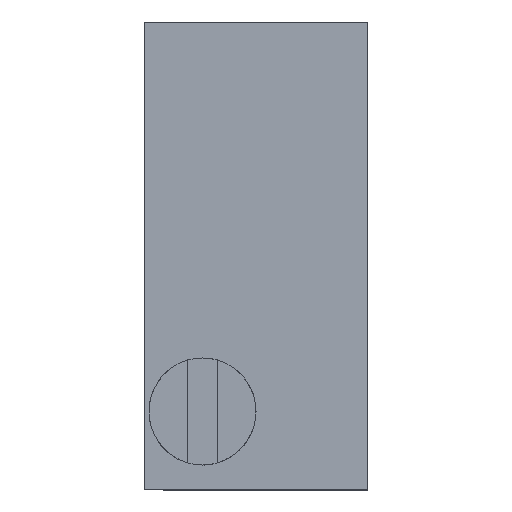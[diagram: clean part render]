
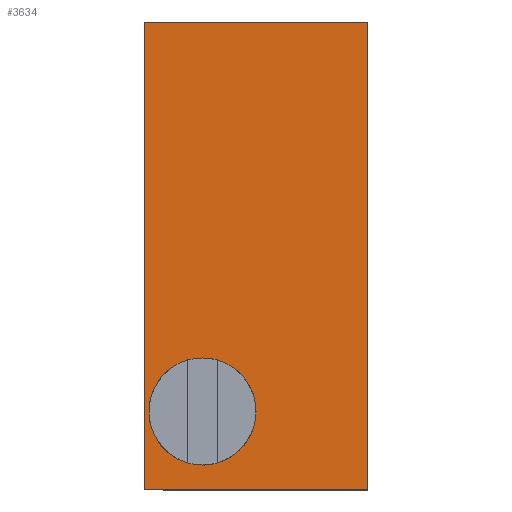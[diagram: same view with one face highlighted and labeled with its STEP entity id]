
A CAD part, top view. The second image highlights one B-rep face of the part: STEP entity #3634.
In plain terms, the highlighted planar face has unit normal (0, 0, 1).
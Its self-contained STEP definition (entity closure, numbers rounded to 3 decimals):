
#44=CIRCLE('',#3797,1.1);
#419=ORIENTED_EDGE('',*,*,#1203,.F.);
#420=ORIENTED_EDGE('',*,*,#1204,.F.);
#421=ORIENTED_EDGE('',*,*,#1199,.F.);
#422=ORIENTED_EDGE('',*,*,#1205,.T.);
#423=ORIENTED_EDGE('',*,*,#1077,.T.);
#1077=EDGE_CURVE('',#1472,#1470,#1736,.T.);
#1199=EDGE_CURVE('',#1590,#1591,#1752,.T.);
#1203=EDGE_CURVE('',#1593,#1593,#44,.T.);
#1204=EDGE_CURVE('',#1591,#1470,#1756,.T.);
#1205=EDGE_CURVE('',#1590,#1472,#1757,.T.);
#1470=VERTEX_POINT('',#4400);
#1472=VERTEX_POINT('',#4403);
#1590=VERTEX_POINT('',#5096);
#1591=VERTEX_POINT('',#5098);
#1593=VERTEX_POINT('',#5105);
#1736=LINE('',#4402,#1889);
#1752=LINE('',#5097,#1905);
#1756=LINE('',#5106,#1909);
#1757=LINE('',#5107,#1910);
#1889=VECTOR('',#3948,1000.);
#1905=VECTOR('',#3974,1000.);
#1909=VECTOR('',#3982,1000.);
#1910=VECTOR('',#3983,1000.);
#2057=EDGE_LOOP('',(#419));
#2058=EDGE_LOOP('',(#420,#421,#422,#423));
#2238=FACE_BOUND('',#2057,.T.);
#2239=FACE_BOUND('',#2058,.T.);
#2405=PLANE('',#3796);
#3634=ADVANCED_FACE('',(#2238,#2239),#2405,.T.);
#3796=AXIS2_PLACEMENT_3D('',#5103,#3978,#3979);
#3797=AXIS2_PLACEMENT_3D('',#5104,#3980,#3981);
#3948=DIRECTION('',(0.,-1.,0.));
#3974=DIRECTION('',(0.,-1.,0.));
#3978=DIRECTION('',(0.,0.,1.));
#3979=DIRECTION('',(1.,0.,0.));
#3980=DIRECTION('',(0.,0.,1.));
#3981=DIRECTION('',(1.,0.,0.));
#3982=DIRECTION('',(-1.,0.,0.));
#3983=DIRECTION('',(-1.,0.,0.));
#4400=CARTESIAN_POINT('',(-2.3,0.,4.85));
#4402=CARTESIAN_POINT('',(-2.3,9.6,4.85));
#4403=CARTESIAN_POINT('',(-2.3,9.6,4.85));
#5096=CARTESIAN_POINT('',(2.3,9.6,4.85));
#5097=CARTESIAN_POINT('',(2.3,9.6,4.85));
#5098=CARTESIAN_POINT('',(2.3,0.,4.85));
#5103=CARTESIAN_POINT('',(2.3,9.6,4.85));
#5104=CARTESIAN_POINT('',(-1.1,1.595,4.85));
#5105=CARTESIAN_POINT('',(0.,1.595,4.85));
#5106=CARTESIAN_POINT('',(2.3,0.,4.85));
#5107=CARTESIAN_POINT('',(2.3,9.6,4.85));
